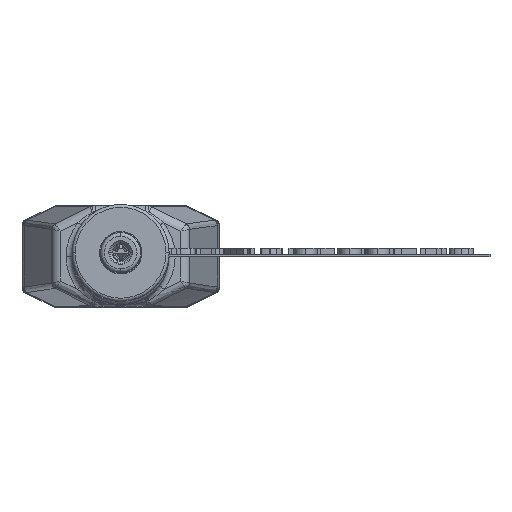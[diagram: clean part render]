
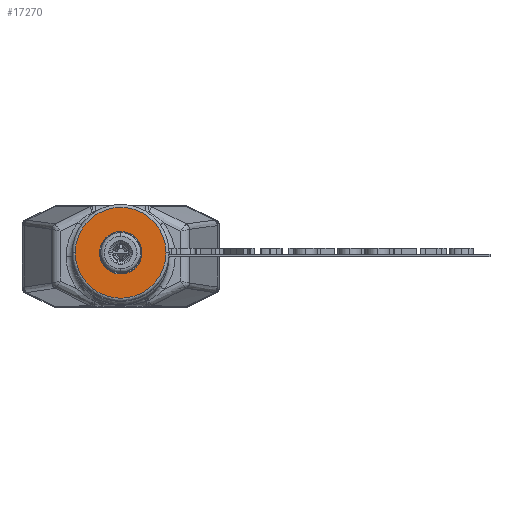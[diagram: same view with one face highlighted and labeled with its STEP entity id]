
A CAD part, top view. The second image highlights one B-rep face of the part: STEP entity #17270.
In plain terms, the highlighted face is planar.
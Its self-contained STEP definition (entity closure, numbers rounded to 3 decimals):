
#1783 = DIRECTION ( 'NONE',  ( 0., 1., 0. ) ) ;
#3480 = CARTESIAN_POINT ( 'NONE',  ( 0., 0., -1.75 ) ) ;
#3757 = DIRECTION ( 'NONE',  ( 0., 1., 0. ) ) ;
#17186 = VERTEX_POINT ( 'NONE', #3480 ) ;
#17270 = ADVANCED_FACE ( 'NONE', ( #28575, #18084 ), #27965, .F. ) ;
#18084 = FACE_OUTER_BOUND ( 'NONE', #36590, .T. ) ;
#18119 = CARTESIAN_POINT ( 'NONE',  ( 0., 0., -3.75 ) ) ;
#18961 = AXIS2_PLACEMENT_3D ( 'NONE', #20246, #47627, #24196 ) ;
#19176 = DIRECTION ( 'NONE',  ( 0., 1., 0. ) ) ;
#19264 = CIRCLE ( 'NONE', #22457, 1.75 ) ;
#20246 = CARTESIAN_POINT ( 'NONE',  ( 0., 0., 0. ) ) ;
#22443 = CARTESIAN_POINT ( 'NONE',  ( 0., 0., 0. ) ) ;
#22457 = AXIS2_PLACEMENT_3D ( 'NONE', #25426, #1783, #29379 ) ;
#23184 = CARTESIAN_POINT ( 'NONE',  ( 0., 0., 3.75 ) ) ;
#24196 = DIRECTION ( 'NONE',  ( 0., 0., -1. ) ) ;
#24433 = EDGE_CURVE ( 'NONE', #26704, #42925, #40066, .T. ) ;
#25426 = CARTESIAN_POINT ( 'NONE',  ( 0., 0., 0. ) ) ;
#26401 = DIRECTION ( 'NONE',  ( 0., 0., -1. ) ) ;
#26704 = VERTEX_POINT ( 'NONE', #18119 ) ;
#27387 = CARTESIAN_POINT ( 'NONE',  ( 0., 0., 0. ) ) ;
#27637 = EDGE_CURVE ( 'NONE', #32399, #17186, #19264, .T. ) ;
#27965 = PLANE ( 'NONE',  #18961 ) ;
#28575 = FACE_BOUND ( 'NONE', #32975, .T. ) ;
#29379 = DIRECTION ( 'NONE',  ( 0., 0., 1. ) ) ;
#30340 = EDGE_CURVE ( 'NONE', #42925, #26704, #32428, .T. ) ;
#31340 = DIRECTION ( 'NONE',  ( 0., 0., -1. ) ) ;
#32399 = VERTEX_POINT ( 'NONE', #46720 ) ;
#32428 = CIRCLE ( 'NONE', #49262, 3.75 ) ;
#32975 = EDGE_LOOP ( 'NONE', ( #45515, #38413 ) ) ;
#35606 = EDGE_CURVE ( 'NONE', #17186, #32399, #43304, .T. ) ;
#36213 = ORIENTED_EDGE ( 'NONE', *, *, #30340, .T. ) ;
#36590 = EDGE_LOOP ( 'NONE', ( #49481, #36213 ) ) ;
#38413 = ORIENTED_EDGE ( 'NONE', *, *, #35606, .F. ) ;
#40066 = CIRCLE ( 'NONE', #41972, 3.75 ) ;
#41972 = AXIS2_PLACEMENT_3D ( 'NONE', #27387, #3757, #31340 ) ;
#42667 = CARTESIAN_POINT ( 'NONE',  ( 0., 0., 0. ) ) ;
#42925 = VERTEX_POINT ( 'NONE', #23184 ) ;
#43304 = CIRCLE ( 'NONE', #48073, 1.75 ) ;
#45515 = ORIENTED_EDGE ( 'NONE', *, *, #27637, .F. ) ;
#46594 = DIRECTION ( 'NONE',  ( 0., 0., 1. ) ) ;
#46720 = CARTESIAN_POINT ( 'NONE',  ( 0., 0., 1.75 ) ) ;
#47627 = DIRECTION ( 'NONE',  ( 0., -1., 0. ) ) ;
#48073 = AXIS2_PLACEMENT_3D ( 'NONE', #42667, #19176, #46594 ) ;
#49262 = AXIS2_PLACEMENT_3D ( 'NONE', #22443, #49873, #26401 ) ;
#49481 = ORIENTED_EDGE ( 'NONE', *, *, #24433, .T. ) ;
#49873 = DIRECTION ( 'NONE',  ( 0., 1., 0. ) ) ;
